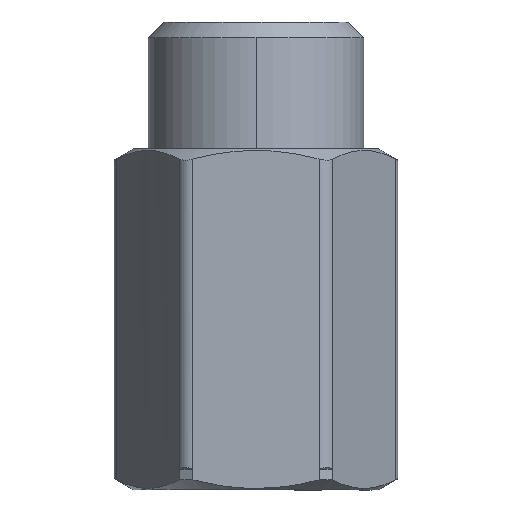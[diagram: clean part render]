
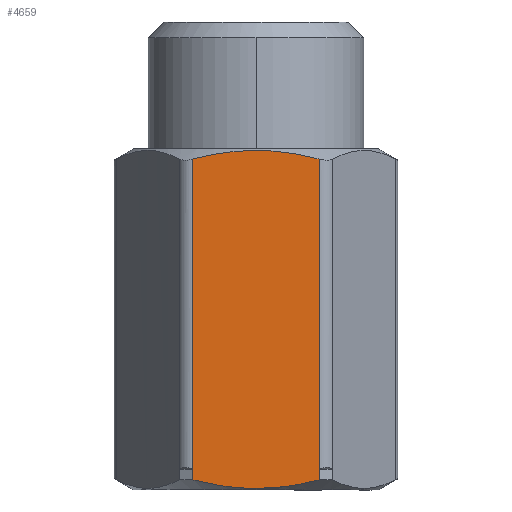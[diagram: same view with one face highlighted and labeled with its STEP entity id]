
A CAD part, front view. The second image highlights one B-rep face of the part: STEP entity #4659.
In plain terms, the highlighted planar face has unit normal (0, -1, 0).
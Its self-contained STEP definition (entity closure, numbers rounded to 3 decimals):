
#112 = CARTESIAN_POINT ( 'NONE',  ( 3.032, -12., 8.538 ) ) ;
#121 = CARTESIAN_POINT ( 'NONE',  ( 1.26, -12., -23.728 ) ) ;
#131 = B_SPLINE_CURVE_WITH_KNOTS ( 'NONE', 3,
 ( #6490, #3138, #7185, #5358 ),
 .UNSPECIFIED., .F., .F.,
 ( 4, 4 ),
 ( 0., 1. ),
 .UNSPECIFIED. ) ;
#626 = CARTESIAN_POINT ( 'NONE',  ( -6.062, -12., 7.922 ) ) ;
#654 = CARTESIAN_POINT ( 'NONE',  ( -3.265, -12., 8.504 ) ) ;
#708 = CARTESIAN_POINT ( 'NONE',  ( -6.062, -12., -24.077 ) ) ;
#714 = CARTESIAN_POINT ( 'NONE',  ( 2.614, -12., 8.594 ) ) ;
#785 = CARTESIAN_POINT ( 'NONE',  ( 3.043, -12., -23.536 ) ) ;
#1063 = CARTESIAN_POINT ( 'NONE',  ( -2.529, -12., 8.609 ) ) ;
#1088 = CARTESIAN_POINT ( 'NONE',  ( 0.53, -12., 8.755 ) ) ;
#1163 = EDGE_CURVE ( 'NONE', #3435, #3220, #3752, .T. ) ;
#1189 = CARTESIAN_POINT ( 'NONE',  ( -6.062, -12., -22.922 ) ) ;
#1242 = CARTESIAN_POINT ( 'NONE',  ( -6.062, -12., -12.641 ) ) ;
#1270 = CARTESIAN_POINT ( 'NONE',  ( -3.074, -12., -23.532 ) ) ;
#1395 = CARTESIAN_POINT ( 'NONE',  ( 2.993, -12., -23.543 ) ) ;
#1499 = EDGE_CURVE ( 'NONE', #3435, #5744, #6597, .T. ) ;
#1772 = CARTESIAN_POINT ( 'NONE',  ( -3.11, -12., 8.527 ) ) ;
#1834 = CARTESIAN_POINT ( 'NONE',  ( -4.29, -12., 8.328 ) ) ;
#1977 = CARTESIAN_POINT ( 'NONE',  ( -3.172, -12., 8.518 ) ) ;
#2002 = DIRECTION ( 'NONE',  ( 0., -1., 0. ) ) ;
#2023 = CARTESIAN_POINT ( 'NONE',  ( 5.019, -12., -23.193 ) ) ;
#2073 = CARTESIAN_POINT ( 'NONE',  ( 6.062, -12., 7.922 ) ) ;
#2134 = CARTESIAN_POINT ( 'NONE',  ( 5.036, -12., 8.189 ) ) ;
#2193 = CARTESIAN_POINT ( 'NONE',  ( 0., -12., -23.756 ) ) ;
#2426 = CARTESIAN_POINT ( 'NONE',  ( -1.255, -11.999, 8.72 ) ) ;
#2476 = ORIENTED_EDGE ( 'NONE', *, *, #3084, .T. ) ;
#2575 = CARTESIAN_POINT ( 'NONE',  ( -2.023, -12., -23.682 ) ) ;
#2612 = EDGE_CURVE ( 'NONE', #5744, #6339, #131, .T. ) ;
#2661 = CARTESIAN_POINT ( 'NONE',  ( -5.041, -12., 8.174 ) ) ;
#2702 = CARTESIAN_POINT ( 'NONE',  ( 6.062, -12., -22.922 ) ) ;
#2741 = DIRECTION ( 'NONE',  ( 0., 0., -1. ) ) ;
#2750 = CARTESIAN_POINT ( 'NONE',  ( 2.999, -12., 8.543 ) ) ;
#3005 = ORIENTED_EDGE ( 'NONE', *, *, #6289, .T. ) ;
#3084 = EDGE_CURVE ( 'NONE', #3220, #5211, #4333, .T. ) ;
#3095 = CARTESIAN_POINT ( 'NONE',  ( -1.001, -12., 8.733 ) ) ;
#3138 = CARTESIAN_POINT ( 'NONE',  ( 6.062, -12., -2.359 ) ) ;
#3220 = VERTEX_POINT ( 'NONE', #6099 ) ;
#3411 = CARTESIAN_POINT ( 'NONE',  ( 0., -12., -23.756 ) ) ;
#3435 = VERTEX_POINT ( 'NONE', #7801 ) ;
#3436 = CARTESIAN_POINT ( 'NONE',  ( 1.79, -11.999, 8.681 ) ) ;
#3752 = B_SPLINE_CURVE_WITH_KNOTS ( 'NONE', 3,
 ( #5902, #6623, #1242, #1189 ),
 .UNSPECIFIED., .F., .F.,
 ( 4, 4 ),
 ( 0., 1. ),
 .UNSPECIFIED. ) ;
#3767 = CARTESIAN_POINT ( 'NONE',  ( 6.062, -12., 7.922 ) ) ;
#3984 = CARTESIAN_POINT ( 'NONE',  ( -3.118, -12., -23.526 ) ) ;
#4017 = CARTESIAN_POINT ( 'NONE',  ( -3.163, -12., -23.519 ) ) ;
#4171 = CARTESIAN_POINT ( 'NONE',  ( 2.934, -12., 8.552 ) ) ;
#4333 = B_SPLINE_CURVE_WITH_KNOTS ( 'NONE', 3,
 ( #8714, #5980, #5289, #8627, #5926, #8653, #4017, #3984, #5315, #1270, #2575, #7260, #4708 ),
 .UNSPECIFIED., .F., .F.,
 ( 4, 1, 1, 1, 1, 1, 2, 2, 4 ),
 ( 0., 0.25, 0.375, 0.437, 0.469, 0.484, 0.492, 0.5, 1. ),
 .UNSPECIFIED. ) ;
#4480 = ORIENTED_EDGE ( 'NONE', *, *, #1499, .F. ) ;
#4486 = CARTESIAN_POINT ( 'NONE',  ( -0.236, -12., 8.755 ) ) ;
#4659 = ADVANCED_FACE ( 'NONE', ( #7307 ), #5391, .T. ) ;
#4708 = CARTESIAN_POINT ( 'NONE',  ( 0., -12., -23.756 ) ) ;
#4896 = AXIS2_PLACEMENT_3D ( 'NONE', #708, #2002, #2741 ) ;
#5015 = ORIENTED_EDGE ( 'NONE', *, *, #2612, .F. ) ;
#5136 = CARTESIAN_POINT ( 'NONE',  ( -0.107, -12., 8.756 ) ) ;
#5211 = VERTEX_POINT ( 'NONE', #2193 ) ;
#5289 = CARTESIAN_POINT ( 'NONE',  ( -4.775, -12., -23.236 ) ) ;
#5315 = CARTESIAN_POINT ( 'NONE',  ( -3.088, -12., -23.53 ) ) ;
#5339 = CARTESIAN_POINT ( 'NONE',  ( -5.547, -12., 8.056 ) ) ;
#5358 = CARTESIAN_POINT ( 'NONE',  ( 6.062, -12., -22.922 ) ) ;
#5372 = CARTESIAN_POINT ( 'NONE',  ( 2.042, -12., 8.658 ) ) ;
#5391 = PLANE ( 'NONE',  #4896 ) ;
#5410 = CARTESIAN_POINT ( 'NONE',  ( 2.155, -12., -23.647 ) ) ;
#5467 = CARTESIAN_POINT ( 'NONE',  ( 2.606, -12., -23.595 ) ) ;
#5713 = B_SPLINE_CURVE_WITH_KNOTS ( 'NONE', 3,
 ( #3411, #8137, #121, #5410, #5467, #7454, #7514, #1395, #8194, #785, #6044, #2023, #2702 ),
 .UNSPECIFIED., .F., .F.,
 ( 4, 1, 1, 1, 1, 1, 2, 2, 4 ),
 ( 0., 0.25, 0.375, 0.437, 0.469, 0.484, 0.492, 0.5, 1. ),
 .UNSPECIFIED. ) ;
#5744 = VERTEX_POINT ( 'NONE', #3767 ) ;
#5803 = CARTESIAN_POINT ( 'NONE',  ( 1.033, -11.999, 8.736 ) ) ;
#5828 = CARTESIAN_POINT ( 'NONE',  ( -3.081, -12., 8.531 ) ) ;
#5902 = CARTESIAN_POINT ( 'NONE',  ( -6.062, -12., 7.922 ) ) ;
#5926 = CARTESIAN_POINT ( 'NONE',  ( -3.48, -12., -23.471 ) ) ;
#5980 = CARTESIAN_POINT ( 'NONE',  ( -5.541, -12., -23.057 ) ) ;
#6004 = CARTESIAN_POINT ( 'NONE',  ( -3.482, -12., 8.471 ) ) ;
#6044 = CARTESIAN_POINT ( 'NONE',  ( 4.018, -12., -23.397 ) ) ;
#6096 = CARTESIAN_POINT ( 'NONE',  ( 2.423, -12., 8.616 ) ) ;
#6099 = CARTESIAN_POINT ( 'NONE',  ( -6.062, -12., -22.922 ) ) ;
#6155 = CARTESIAN_POINT ( 'NONE',  ( 2.838, -12., 8.565 ) ) ;
#6199 = ORIENTED_EDGE ( 'NONE', *, *, #1163, .T. ) ;
#6289 = EDGE_CURVE ( 'NONE', #5211, #6339, #5713, .T. ) ;
#6339 = VERTEX_POINT ( 'NONE', #8164 ) ;
#6442 = CARTESIAN_POINT ( 'NONE',  ( -2.018, -11.999, 8.665 ) ) ;
#6490 = CARTESIAN_POINT ( 'NONE',  ( 6.062, -12., 7.922 ) ) ;
#6531 = CARTESIAN_POINT ( 'NONE',  ( -3.668, -12., 8.44 ) ) ;
#6597 = B_SPLINE_CURVE_WITH_KNOTS ( 'NONE', 3,
 ( #626, #5339, #2661, #1834, #8504, #6531, #6004, #654, #1977, #1772, #5828, #1063, #6442, #2426, #3095, #7805, #8476, #4486, #5136, #1088, #5803, #3436, #5372, #6096, #714, #6155, #4171, #2750, #112, #6798, #2134, #2073 ),
 .UNSPECIFIED., .F., .F.,
 ( 4, 2, 2, 1, 1, 2, 2, 2, 2, 2, 2, 2, 2, 1, 1, 2, 2, 4 ),
 ( 0., 0.125, 0.188, 0.219, 0.234, 0.242, 0.25, 0.375, 0.438, 0.469, 0.5, 0.625, 0.688, 0.719, 0.734, 0.742, 0.75, 1. ),
 .UNSPECIFIED. ) ;
#6623 = CARTESIAN_POINT ( 'NONE',  ( -6.062, -12., -2.359 ) ) ;
#6672 = EDGE_LOOP ( 'NONE', ( #5015, #4480, #6199, #2476, #3005 ) ) ;
#6798 = CARTESIAN_POINT ( 'NONE',  ( 4.049, -12., 8.393 ) ) ;
#7185 = CARTESIAN_POINT ( 'NONE',  ( 6.062, -12., -12.641 ) ) ;
#7260 = CARTESIAN_POINT ( 'NONE',  ( -1.003, -12., -23.756 ) ) ;
#7307 = FACE_OUTER_BOUND ( 'NONE', #6672, .T. ) ;
#7454 = CARTESIAN_POINT ( 'NONE',  ( 2.832, -12., -23.566 ) ) ;
#7514 = CARTESIAN_POINT ( 'NONE',  ( 2.945, -12., -23.55 ) ) ;
#7801 = CARTESIAN_POINT ( 'NONE',  ( -6.062, -12., 7.922 ) ) ;
#7805 = CARTESIAN_POINT ( 'NONE',  ( -0.619, -12., 8.747 ) ) ;
#8137 = CARTESIAN_POINT ( 'NONE',  ( 0.502, -12., -23.756 ) ) ;
#8164 = CARTESIAN_POINT ( 'NONE',  ( 6.062, -12., -22.922 ) ) ;
#8194 = CARTESIAN_POINT ( 'NONE',  ( 3.026, -12., -23.539 ) ) ;
#8476 = CARTESIAN_POINT ( 'NONE',  ( -0.491, -12., 8.75 ) ) ;
#8504 = CARTESIAN_POINT ( 'NONE',  ( -4.041, -12., 8.375 ) ) ;
#8627 = CARTESIAN_POINT ( 'NONE',  ( -3.907, -12., -23.4 ) ) ;
#8653 = CARTESIAN_POINT ( 'NONE',  ( -3.269, -12., -23.503 ) ) ;
#8714 = CARTESIAN_POINT ( 'NONE',  ( -6.062, -12., -22.922 ) ) ;
